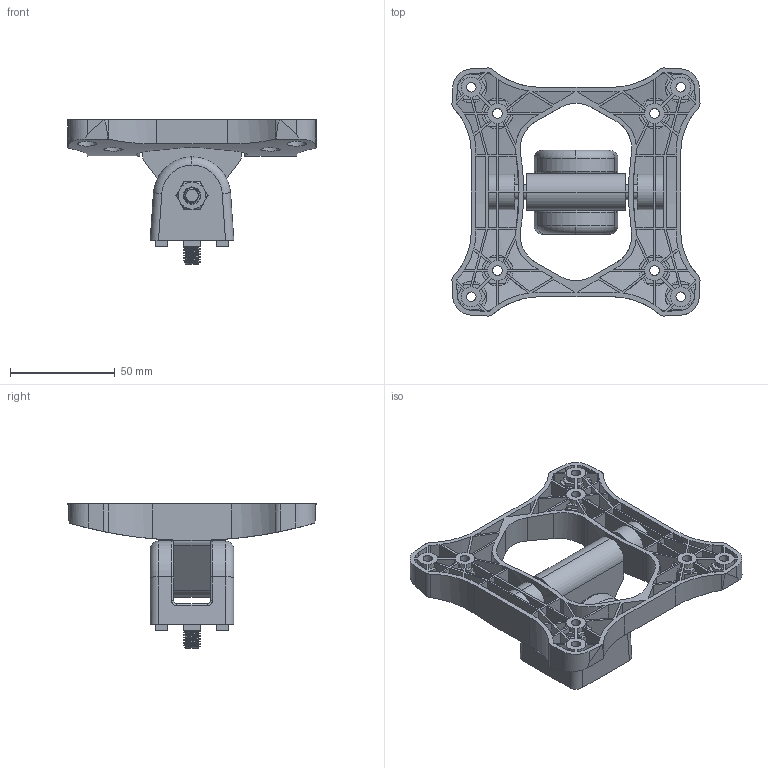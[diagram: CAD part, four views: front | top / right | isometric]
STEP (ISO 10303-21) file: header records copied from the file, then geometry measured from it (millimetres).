
FILE_DESCRIPTION (( 'STEP AP203' ), '1' );
FILE_NAME ('47065T915_T-Slotted Framing.STEP', '2021-10-12T13:27:45', ( 'Administrator' ), ( 'Managed by Terraform' ), 'SwSTEP 2.0', 'SolidWorks 2017', '' );
FILE_SCHEMA (( 'CONFIG_CONTROL_DESIGN' ));
Products named in the file (1): 47065T915_T-Slotted Framing
Bounding box: 118.4 x 118.4 x 68.88 mm (x, y, z)
Volume: 118636.4 mm3; surface area: 80376.1 mm2
Topology: 12 solids, 12 shells, 1170 faces, 3107 edges, 2049 vertices
Faces by surface type: plane 651, cylinder 459, cone 36, bspline 13, torus 7, sphere 4
Entity records: 43702 total; most frequent: CARTESIAN_POINT 15314, ORIENTED_EDGE 6214, DIRECTION 5469, EDGE_CURVE 3107, VERTEX_POINT 2049, VECTOR 1999, LINE 1999, AXIS2_PLACEMENT_3D 1735
